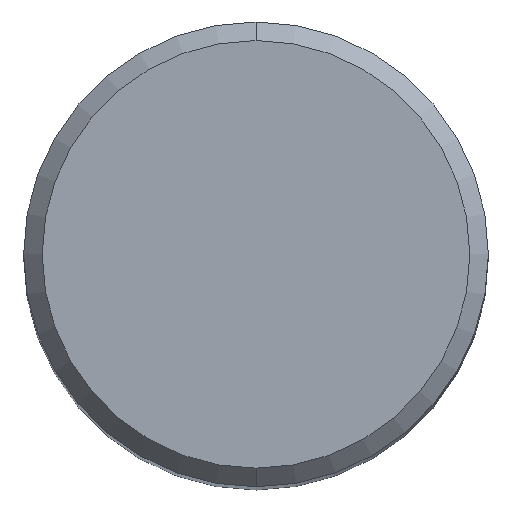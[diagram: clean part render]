
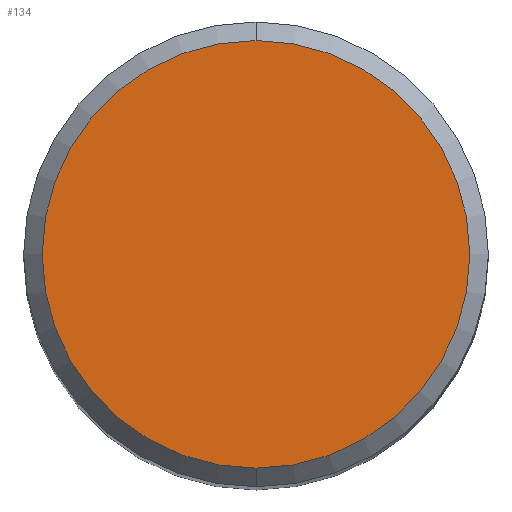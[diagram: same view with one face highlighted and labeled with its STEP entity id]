
A CAD part, top view. The second image highlights one B-rep face of the part: STEP entity #134.
In plain terms, the highlighted planar face has unit normal (0, 0, 1).
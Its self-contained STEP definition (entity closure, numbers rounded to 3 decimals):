
#134=ADVANCED_FACE('',(#343),#344,.T.);
#252=EDGE_CURVE('',#262,#264,#479,.T.);
#262=VERTEX_POINT('',#491);
#264=VERTEX_POINT('',#493);
#286=EDGE_CURVE('',#264,#262,#517,.T.);
#343=FACE_OUTER_BOUND('',#570,.T.);
#344=PLANE('',#571);
#479=CIRCLE('',#749,11.5);
#491=CARTESIAN_POINT('',(0.0,11.5,0.0));
#493=CARTESIAN_POINT('',(0.,-11.5,0.0));
#517=CIRCLE('',#796,11.5);
#570=EDGE_LOOP('',(#850,#851));
#571=AXIS2_PLACEMENT_3D('',#852,#853,#854);
#749=AXIS2_PLACEMENT_3D('',#1037,#1038,#1039);
#796=AXIS2_PLACEMENT_3D('',#1081,#1082,#1083);
#850=ORIENTED_EDGE('',*,*,#252,.F.);
#851=ORIENTED_EDGE('',*,*,#286,.F.);
#852=CARTESIAN_POINT('',(0.0,5.75,0.0));
#853=DIRECTION('',(-0.0,0.0,1.0));
#854=DIRECTION('',(0.0,-1.0,0.0));
#1037=CARTESIAN_POINT('',(0.0,0.0,0.0));
#1038=DIRECTION('',(0.0,0.0,-1.0));
#1039=DIRECTION('',(0.0,1.0,0.0));
#1081=CARTESIAN_POINT('',(0.0,0.0,0.0));
#1082=DIRECTION('',(0.0,0.0,-1.0));
#1083=DIRECTION('',(0.0,1.0,0.0));
